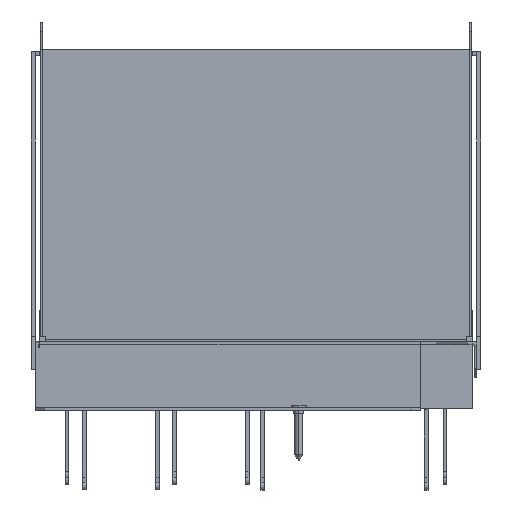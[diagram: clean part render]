
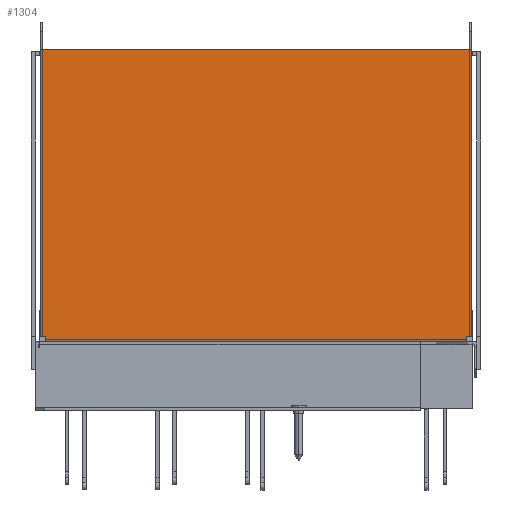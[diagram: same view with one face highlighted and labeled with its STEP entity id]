
A CAD part, left-side view. The second image highlights one B-rep face of the part: STEP entity #1304.
In plain terms, the highlighted planar face has unit normal (-1, 0, 0).
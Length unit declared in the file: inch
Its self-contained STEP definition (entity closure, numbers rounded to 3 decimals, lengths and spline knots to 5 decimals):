
#302=DIRECTION('',(0.,0.,-1.));
#303=VECTOR('',#302,0.11811);
#304=CARTESIAN_POINT('',(2.98903,20.49325,0.11811));
#305=LINE('',#304,#303);
#508=DIRECTION('',(0.,0.,-1.));
#509=VECTOR('',#508,0.11811);
#510=CARTESIAN_POINT('',(2.98903,11.32002,0.11811));
#511=LINE('',#510,#509);
#515=DIRECTION('',(0.,1.,0.));
#516=VECTOR('',#515,9.17323);
#517=CARTESIAN_POINT('',(2.98903,11.32002,0.));
#518=LINE('',#517,#516);
#522=DIRECTION('',(0.,1.,0.));
#523=VECTOR('',#522,0.11811);
#524=CARTESIAN_POINT('',(2.98903,20.49325,0.11811));
#525=LINE('',#524,#523);
#529=DIRECTION('',(0.,0.,1.));
#530=VECTOR('',#529,6.25984);
#531=CARTESIAN_POINT('',(2.98903,20.61136,0.11811));
#532=LINE('',#531,#530);
#536=DIRECTION('',(0.,-1.,0.));
#537=VECTOR('',#536,9.40945);
#538=CARTESIAN_POINT('',(2.98903,20.61136,6.37795));
#539=LINE('',#538,#537);
#543=DIRECTION('',(0.,0.,-1.));
#544=VECTOR('',#543,6.25984);
#545=CARTESIAN_POINT('',(2.98903,11.20191,6.37795));
#546=LINE('',#545,#544);
#550=DIRECTION('',(0.,1.,0.));
#551=VECTOR('',#550,0.11811);
#552=CARTESIAN_POINT('',(2.98903,11.20191,0.11811));
#553=LINE('',#552,#551);
#964=CARTESIAN_POINT('',(2.98903,11.32002,0.));
#965=VERTEX_POINT('',#964);
#966=CARTESIAN_POINT('',(2.98903,11.32002,0.11811));
#967=VERTEX_POINT('',#966);
#978=CARTESIAN_POINT('',(2.98903,20.49325,0.11811));
#979=VERTEX_POINT('',#978);
#980=CARTESIAN_POINT('',(2.98903,20.49325,0.));
#981=VERTEX_POINT('',#980);
#988=CARTESIAN_POINT('',(2.98903,20.61136,0.11811));
#989=VERTEX_POINT('',#988);
#1012=CARTESIAN_POINT('',(2.98903,11.20191,6.37795));
#1013=VERTEX_POINT('',#1012);
#1014=CARTESIAN_POINT('',(2.98903,20.61136,6.37795));
#1015=VERTEX_POINT('',#1014);
#1040=CARTESIAN_POINT('',(2.98903,11.20191,0.11811));
#1041=VERTEX_POINT('',#1040);
#1286=CARTESIAN_POINT('',(2.98903,11.29916,0.09724));
#1287=DIRECTION('',(1.,0.,0.));
#1288=DIRECTION('',(0.,1.,0.));
#1289=AXIS2_PLACEMENT_3D('',#1286,#1287,#1288);
#1290=PLANE('',#1289);
#1291=ORIENTED_EDGE('',*,*,#1108,.T.);
#1293=ORIENTED_EDGE('',*,*,#1292,.T.);
#1294=ORIENTED_EDGE('',*,*,#1146,.F.);
#1295=ORIENTED_EDGE('',*,*,#1167,.T.);
#1297=ORIENTED_EDGE('',*,*,#1296,.T.);
#1298=ORIENTED_EDGE('',*,*,#1220,.T.);
#1300=ORIENTED_EDGE('',*,*,#1299,.T.);
#1301=ORIENTED_EDGE('',*,*,#1277,.T.);
#1302=EDGE_LOOP('',(#1291,#1293,#1294,#1295,#1297,#1298,#1300,#1301));
#1303=FACE_OUTER_BOUND('',#1302,.F.);
#1108=EDGE_CURVE('',#967,#965,#511,.T.);
#1146=EDGE_CURVE('',#979,#981,#305,.T.);
#1167=EDGE_CURVE('',#979,#989,#525,.T.);
#1220=EDGE_CURVE('',#1015,#1013,#539,.T.);
#1277=EDGE_CURVE('',#1041,#967,#553,.T.);
#1292=EDGE_CURVE('',#965,#981,#518,.T.);
#1296=EDGE_CURVE('',#989,#1015,#532,.T.);
#1299=EDGE_CURVE('',#1013,#1041,#546,.T.);
#1304=ADVANCED_FACE('',(#1303),#1290,.F.);
